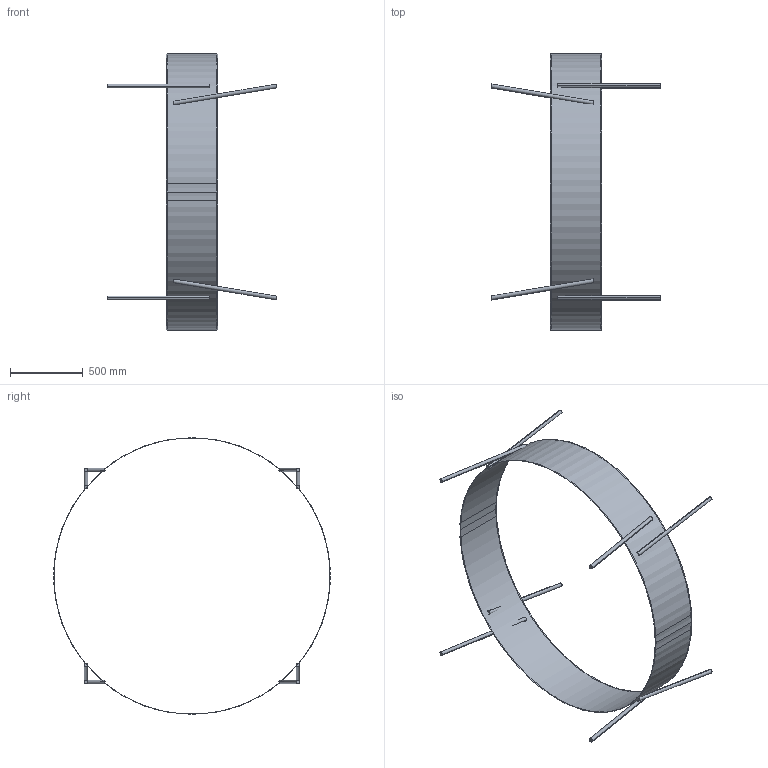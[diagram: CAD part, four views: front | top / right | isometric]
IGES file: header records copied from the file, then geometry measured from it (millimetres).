
Start section:  PTC IGES file: csys-000a.igs
Global section: file name: csys-000a.igs; native system: Pro/ENGINEER by Parametric Technology Corporation; preprocessor: 2004110; author: liuxiaokun; organization: Unknown; date: 080428.081000; units: millimetre
Bounding box: 1164.35 x 1897 x 1897 mm (x, y, z)
Volume: 3145203.1 mm3; surface area: 13008440.7 mm2
Topology: 8 solids, 9 shells, 36 faces, 80 edges, 80 vertices
Faces by surface type: revolution 20, bspline 16
